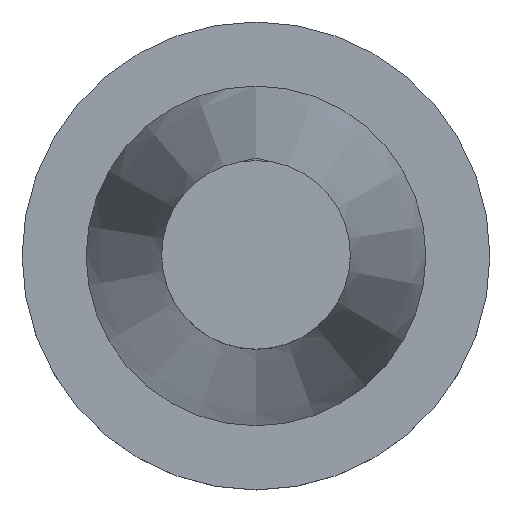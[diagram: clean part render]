
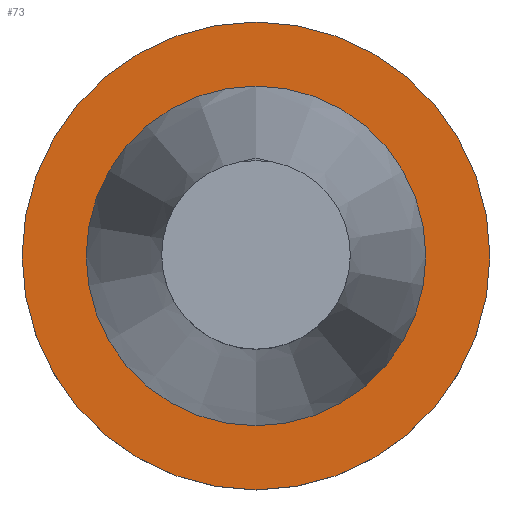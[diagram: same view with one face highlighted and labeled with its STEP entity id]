
A CAD part, top view. The second image highlights one B-rep face of the part: STEP entity #73.
In plain terms, the highlighted planar face has unit normal (0, 0, 1).
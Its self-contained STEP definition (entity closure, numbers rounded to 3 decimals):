
#73=ADVANCED_FACE('',(#90,#91),#85,.F.);
#85=PLANE('',#264);
#90=FACE_BOUND('',#102,.T.);
#91=FACE_BOUND('',#103,.T.);
#102=EDGE_LOOP('',(#120));
#103=EDGE_LOOP('',(#121,#122));
#120=ORIENTED_EDGE('',*,*,#194,.F.);
#121=ORIENTED_EDGE('',*,*,#195,.T.);
#122=ORIENTED_EDGE('',*,*,#196,.T.);
#172=VERTEX_POINT('',#368);
#173=VERTEX_POINT('',#370);
#174=VERTEX_POINT('',#371);
#194=EDGE_CURVE('',#172,#172,#220,.T.);
#195=EDGE_CURVE('',#173,#174,#221,.T.);
#196=EDGE_CURVE('',#174,#173,#222,.T.);
#220=CIRCLE('',#261,48.75);
#221=CIRCLE('',#262,35.392);
#222=CIRCLE('',#263,35.392);
#261=AXIS2_PLACEMENT_3D('',#367,#297,#298);
#262=AXIS2_PLACEMENT_3D('',#369,#299,#300);
#263=AXIS2_PLACEMENT_3D('',#372,#301,#302);
#264=AXIS2_PLACEMENT_3D('',#373,#303,#304);
#297=DIRECTION('',(0.,0.,-1.));
#298=DIRECTION('',(-1.,0.,0.));
#299=DIRECTION('',(0.,0.,-1.));
#300=DIRECTION('',(-1.,0.,0.));
#301=DIRECTION('',(0.,0.,-1.));
#302=DIRECTION('',(-1.,0.,0.));
#303=DIRECTION('',(0.,0.,-1.));
#304=DIRECTION('',(0.,1.,0.));
#367=CARTESIAN_POINT('',(0.,0.,-3.2));
#368=CARTESIAN_POINT('',(-48.75,0.,-3.2));
#369=CARTESIAN_POINT('',(0.,0.,-3.2));
#370=CARTESIAN_POINT('',(0.,35.392,-3.2));
#371=CARTESIAN_POINT('',(0.,-35.392,-3.2));
#372=CARTESIAN_POINT('',(0.,0.,-3.2));
#373=CARTESIAN_POINT('',(0.,0.,-3.2));
